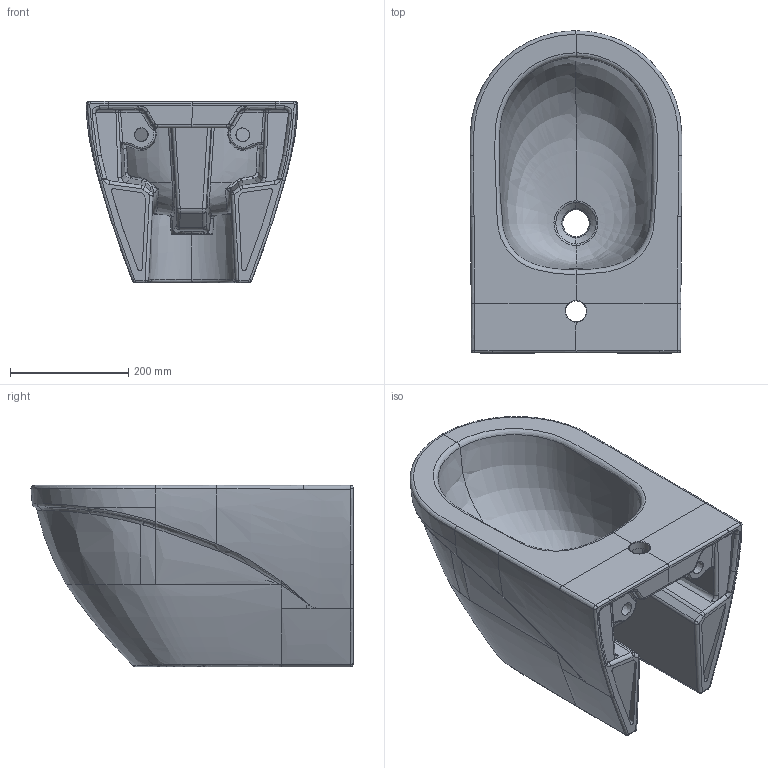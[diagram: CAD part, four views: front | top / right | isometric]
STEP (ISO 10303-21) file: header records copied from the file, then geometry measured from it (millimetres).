
FILE_DESCRIPTION(/* description */ (''),/* implementation_level */ '2;1');
FILE_NAME(/* name */ '1121 son.stp',/* time_stamp */ '2016-08-16T15:37:47+03:00',/* author */ (''),/* organization */ (''),/* preprocessor_version */ 'ST-DEVELOPER v16',/* originating_system */ 'SIEMENS PLM Software NX 10.0',/* authorisation */ '');
FILE_SCHEMA (('AP203_CONFIGURATION_CONTROLLED_3D_DESIGN_OF_MECHANICAL_PARTS_AND_ASSEMBLIES_MIM_LF { 1 0 10303 403 2 1 2}'));
Products named in the file (1): Cosk2CD071F4zmz3
Bounding box: 357.82 x 544.22 x 306.59 mm (x, y, z)
Volume: 19021317.7 mm3; surface area: 1015642.9 mm2
Topology: 1 solids, 1 shells, 364 faces, 916 edges, 534 vertices
Faces by surface type: bspline 266, plane 44, cylinder 35, extrusion 10, sphere 5, torus 2, cone 2
Full cylindrical faces by diameter (mm): 35 x1
Entity records: 49669 total; most frequent: CARTESIAN_POINT 43403, ORIENTED_EDGE 1786, EDGE_CURVE 893, B_SPLINE_CURVE_WITH_KNOTS 625, DIRECTION 538, VERTEX_POINT 532, EDGE_LOOP 373, ADVANCED_FACE 364
